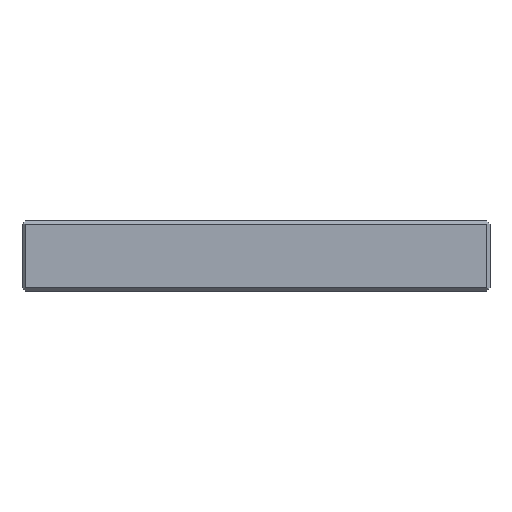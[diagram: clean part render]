
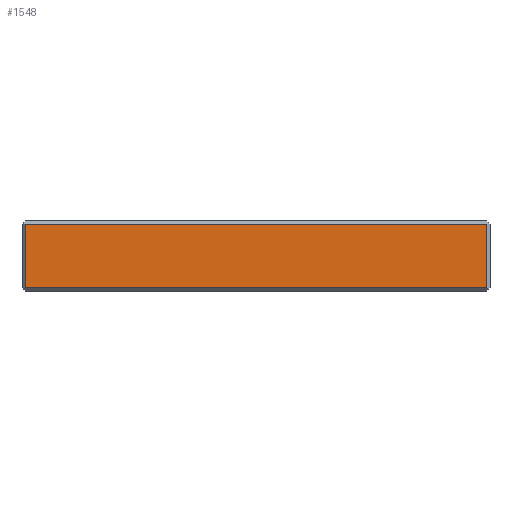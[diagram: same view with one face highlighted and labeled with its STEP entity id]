
A CAD part, front view. The second image highlights one B-rep face of the part: STEP entity #1548.
In plain terms, the highlighted planar face has unit normal (0, -1, 0).
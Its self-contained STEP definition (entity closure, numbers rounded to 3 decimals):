
#1548=ADVANCED_FACE('',(#2621),#2234,.T.);
#2234=PLANE('',#13605);
#2621=FACE_OUTER_BOUND('',#3229,.T.);
#3229=EDGE_LOOP('',(#4065,#4066,#4067,#4068));
#4065=ORIENTED_EDGE('',*,*,#9137,.T.);
#4066=ORIENTED_EDGE('',*,*,#9138,.T.);
#4067=ORIENTED_EDGE('',*,*,#9139,.T.);
#4068=ORIENTED_EDGE('',*,*,#9140,.T.);
#7847=VERTEX_POINT('',#18172);
#7848=VERTEX_POINT('',#18173);
#7849=VERTEX_POINT('',#18175);
#7850=VERTEX_POINT('',#18177);
#9137=EDGE_CURVE('',#7847,#7848,#11026,.T.);
#9138=EDGE_CURVE('',#7848,#7849,#11027,.T.);
#9139=EDGE_CURVE('',#7849,#7850,#11028,.T.);
#9140=EDGE_CURVE('',#7850,#7847,#11029,.T.);
#11026=LINE('',#18171,#12301);
#11027=LINE('',#18174,#12302);
#11028=LINE('',#18176,#12303);
#11029=LINE('',#18178,#12304);
#12301=VECTOR('',#14705,1.);
#12302=VECTOR('',#14706,1.);
#12303=VECTOR('',#14707,1.);
#12304=VECTOR('',#14708,1.);
#13605=AXIS2_PLACEMENT_3D('',#18179,#14709,#14710);
#14705=DIRECTION('',(-1.,0.,0.));
#14706=DIRECTION('',(0.,0.,-1.));
#14707=DIRECTION('',(1.,0.,0.));
#14708=DIRECTION('',(0.,0.,1.));
#14709=DIRECTION('',(0.,-1.,0.));
#14710=DIRECTION('',(0.,0.,-1.));
#18171=CARTESIAN_POINT('',(50.,0.,14.25));
#18172=CARTESIAN_POINT('',(99.275,0.,14.25));
#18173=CARTESIAN_POINT('',(0.725,0.,14.25));
#18174=CARTESIAN_POINT('',(0.725,0.,0.));
#18175=CARTESIAN_POINT('',(0.725,0.,0.75));
#18176=CARTESIAN_POINT('',(50.,0.,0.75));
#18177=CARTESIAN_POINT('',(99.275,0.,0.75));
#18178=CARTESIAN_POINT('',(99.275,0.,0.));
#18179=CARTESIAN_POINT('',(50.,0.,0.));
